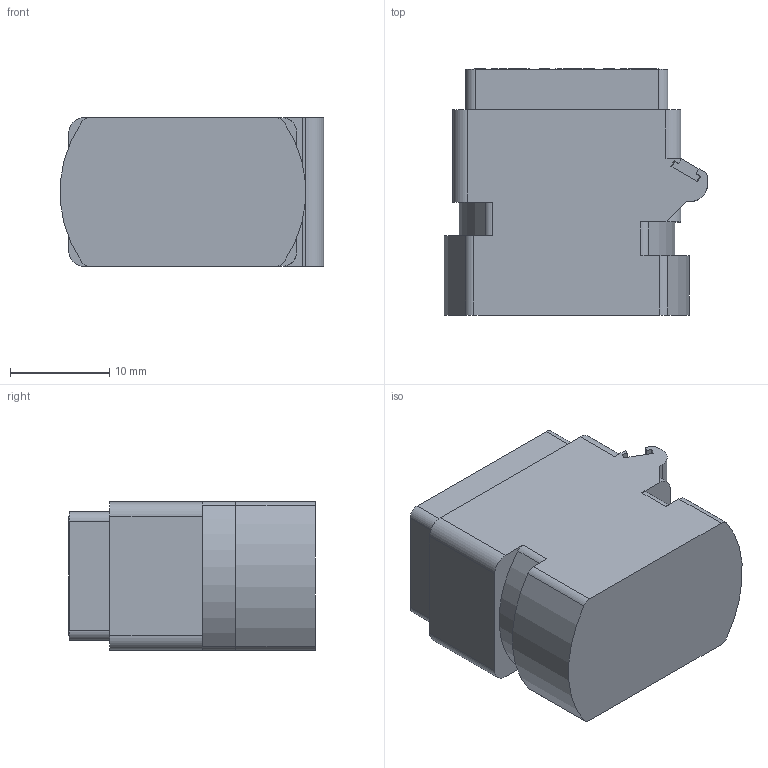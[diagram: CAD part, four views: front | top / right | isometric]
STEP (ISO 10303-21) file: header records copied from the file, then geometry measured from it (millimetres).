
FILE_DESCRIPTION((''),'2;1');
FILE_NAME('00111540302','2020-07-16T',('presta_be4'),(''),'CREO PARAMETRIC BY PTC INC, 2018360','CREO PARAMETRIC BY PTC INC, 2018360','');
FILE_SCHEMA(('CONFIG_CONTROL_DESIGN'));
Length unit declared in the file: millimetre
Products named in the file (1): 00111540302
Bounding box: 26.55 x 24.85 x 15 mm (x, y, z)
Volume: 5856.9 mm3; surface area: 8896.4 mm2
Topology: 11 solids, 11 shells, 1160 faces, 3129 edges, 2010 vertices
Faces by surface type: plane 620, cylinder 264, cone 156, torus 72, bspline 48
Entity records: 43711 total; most frequent: CARTESIAN_POINT 14917, ORIENTED_EDGE 6234, DIRECTION 5821, EDGE_CURVE 3117, AXIS2_PLACEMENT_3D 2134, VERTEX_POINT 2010, VECTOR 1553, LINE 1553
